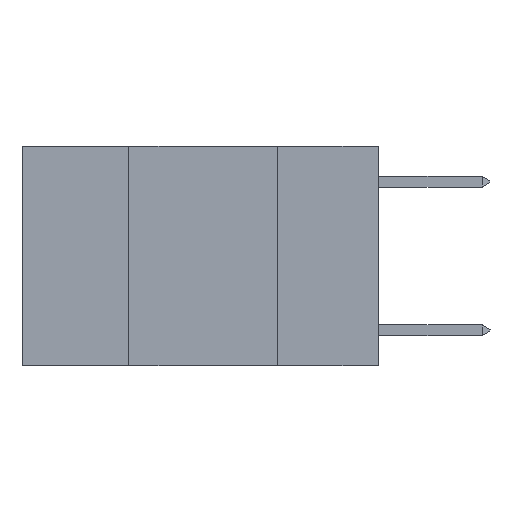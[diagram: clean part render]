
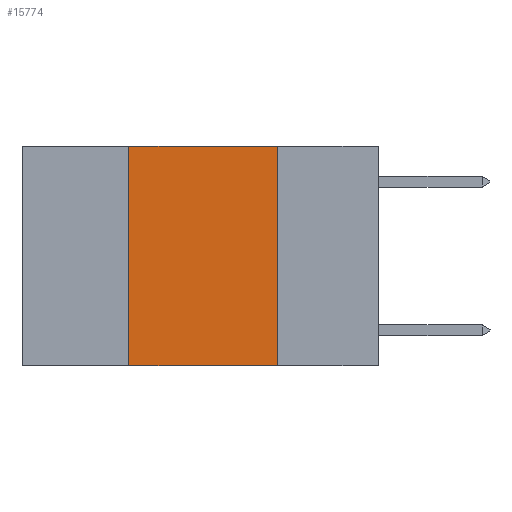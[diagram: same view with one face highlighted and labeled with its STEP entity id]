
A CAD part, left-side view. The second image highlights one B-rep face of the part: STEP entity #15774.
In plain terms, the highlighted planar face has unit normal (-1, 0, 0).
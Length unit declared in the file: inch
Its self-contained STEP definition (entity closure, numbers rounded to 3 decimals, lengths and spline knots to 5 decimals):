
#607 = EDGE_CURVE ( 'NONE', #1383, #10233, #5540, .T. ) ;
#966 = LINE ( 'NONE', #8490, #6352 ) ;
#1093 = EDGE_LOOP ( 'NONE', ( #16677, #18323, #15164, #18981 ) ) ;
#1383 = VERTEX_POINT ( 'NONE', #7580 ) ;
#2493 = EDGE_CURVE ( 'NONE', #10058, #1383, #5505, .T. ) ;
#2812 = DIRECTION ( 'NONE',  ( 1., 0., 0. ) ) ;
#3994 = CARTESIAN_POINT ( 'NONE',  ( 0., 0.6, 0. ) ) ;
#4363 = CARTESIAN_POINT ( 'NONE',  ( 0., 0.6, -0.37 ) ) ;
#5499 = EDGE_CURVE ( 'NONE', #15523, #10058, #966, .T. ) ;
#5505 = LINE ( 'NONE', #3994, #8739 ) ;
#5540 = LINE ( 'NONE', #19084, #13284 ) ;
#5977 = DIRECTION ( 'NONE',  ( 0., -1., 0. ) ) ;
#6331 = CARTESIAN_POINT ( 'NONE',  ( 0., 0.17, -0.37 ) ) ;
#6352 = VECTOR ( 'NONE', #8583, 39.37008 ) ;
#7580 = CARTESIAN_POINT ( 'NONE',  ( 0., 0.17, 0. ) ) ;
#8490 = CARTESIAN_POINT ( 'NONE',  ( 0., 0.42, 0. ) ) ;
#8583 = DIRECTION ( 'NONE',  ( 0., 0., 1. ) ) ;
#8739 = VECTOR ( 'NONE', #10129, 39.37008 ) ;
#10058 = VERTEX_POINT ( 'NONE', #13800 ) ;
#10068 = DIRECTION ( 'NONE',  ( 0., 0., -1. ) ) ;
#10129 = DIRECTION ( 'NONE',  ( 0., -1., 0. ) ) ;
#10233 = VERTEX_POINT ( 'NONE', #6331 ) ;
#10558 = FACE_OUTER_BOUND ( 'NONE', #1093, .T. ) ;
#11779 = PLANE ( 'NONE',  #18113 ) ;
#12125 = LINE ( 'NONE', #4363, #19534 ) ;
#12281 = EDGE_CURVE ( 'NONE', #15523, #10233, #12125, .T. ) ;
#13284 = VECTOR ( 'NONE', #10068, 39.37008 ) ;
#13479 = CARTESIAN_POINT ( 'NONE',  ( 0., 0.6, 0. ) ) ;
#13800 = CARTESIAN_POINT ( 'NONE',  ( 0., 0.42, 0. ) ) ;
#15164 = ORIENTED_EDGE ( 'NONE', *, *, #5499, .F. ) ;
#15523 = VERTEX_POINT ( 'NONE', #18579 ) ;
#15774 = ADVANCED_FACE ( 'NONE', ( #10558 ), #11779, .F. ) ;
#16677 = ORIENTED_EDGE ( 'NONE', *, *, #607, .F. ) ;
#18113 = AXIS2_PLACEMENT_3D ( 'NONE', #13479, #2812, #18145 ) ;
#18145 = DIRECTION ( 'NONE',  ( 0., 0., -1. ) ) ;
#18323 = ORIENTED_EDGE ( 'NONE', *, *, #2493, .F. ) ;
#18579 = CARTESIAN_POINT ( 'NONE',  ( 0., 0.42, -0.37 ) ) ;
#18981 = ORIENTED_EDGE ( 'NONE', *, *, #12281, .T. ) ;
#19084 = CARTESIAN_POINT ( 'NONE',  ( 0., 0.17, 0. ) ) ;
#19534 = VECTOR ( 'NONE', #5977, 39.37008 ) ;
